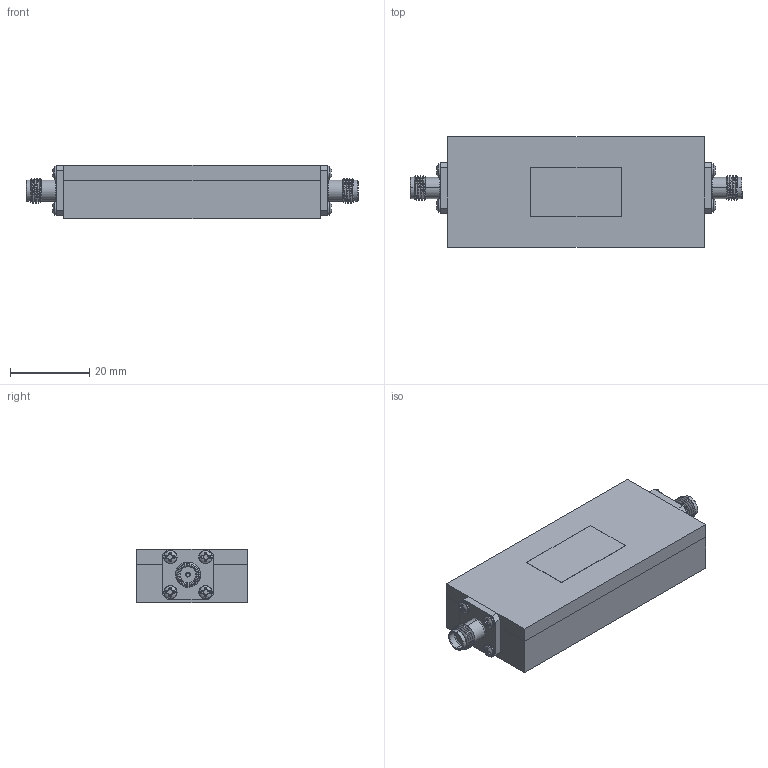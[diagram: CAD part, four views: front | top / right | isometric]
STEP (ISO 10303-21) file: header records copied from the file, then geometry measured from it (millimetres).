
FILE_DESCRIPTION (( 'STEP AP214' ), '1' );
FILE_NAME ('FMFL8701A_3D.STEP', '2022-12-01T22:47:07', ( '' ), ( '' ), 'SwSTEP 2.0', 'SolidWorks 2022', '' );
FILE_SCHEMA (( 'AUTOMOTIVE_DESIGN' ));
Length unit declared in the file: inch
Products named in the file (1): FMFL8701A_3D
Bounding box: 83.67 x 27.94 x 13.54 mm (x, y, z)
Volume: 25121.7 mm3; surface area: 7221.6 mm2
Topology: 1 solids, 11 shells, 698 faces, 1854 edges, 1214 vertices
Faces by surface type: cylinder 326, plane 222, cone 84, torus 36, bspline 22, sphere 8
Entity records: 34248 total; most frequent: CARTESIAN_POINT 18007, ORIENTED_EDGE 3676, DIRECTION 3182, EDGE_CURVE 1838, AXIS2_PLACEMENT_3D 1257, VERTEX_POINT 1214, EDGE_LOOP 750, FACE_OUTER_BOUND 698
